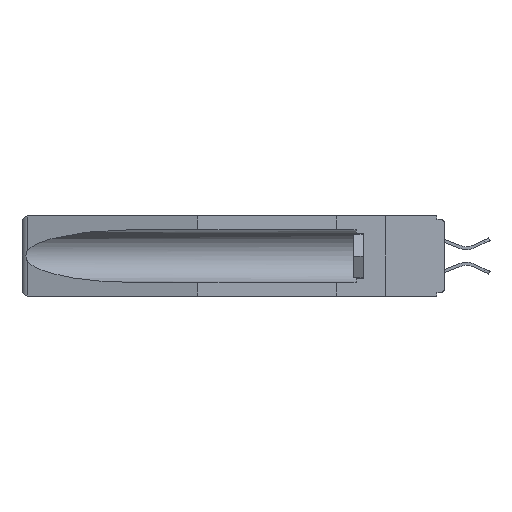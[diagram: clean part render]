
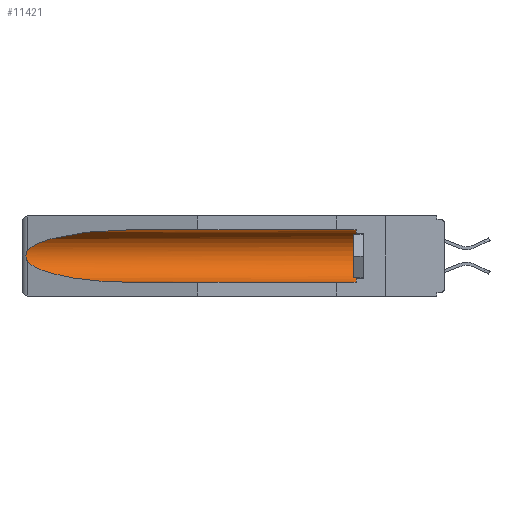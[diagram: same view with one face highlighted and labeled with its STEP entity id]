
A CAD part, left-side view. The second image highlights one B-rep face of the part: STEP entity #11421.
In plain terms, the highlighted cylindrical face has radius 2.857 mm (diameter 5.715 mm), a partial arc.
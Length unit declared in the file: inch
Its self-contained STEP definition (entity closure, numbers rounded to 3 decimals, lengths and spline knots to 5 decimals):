
#128 =( BOUNDED_CURVE ( )  B_SPLINE_CURVE ( 3, ( #13238, #1201, #20421, #24442 ),
 .UNSPECIFIED., .F., .F. ) 
 B_SPLINE_CURVE_WITH_KNOTS ( ( 4, 4 ),
 ( 4.71239, 6.08839 ),
 .UNSPECIFIED. ) 
 CURVE ( )  GEOMETRIC_REPRESENTATION_ITEM ( )  RATIONAL_B_SPLINE_CURVE ( ( 1., 0.848, 0.848, 1. ) ) 
 REPRESENTATION_ITEM ( '' )  );
#145 = DIRECTION ( 'NONE',  ( 0., 0., 1. ) ) ;
#412 = ORIENTED_EDGE ( 'NONE', *, *, #18424, .F. ) ;
#1201 = CARTESIAN_POINT ( 'NONE',  ( 0.21114, 1.30732, -0.059 ) ) ;
#1378 = CARTESIAN_POINT ( 'NONE',  ( 0.155, -0.30754, -0.059 ) ) ;
#2002 = DIRECTION ( 'NONE',  ( 0., -1., 0. ) ) ;
#2191 = ORIENTED_EDGE ( 'NONE', *, *, #9483, .T. ) ;
#3048 = EDGE_CURVE ( 'NONE', #11765, #10239, #20859, .T. ) ;
#3275 = CIRCLE ( 'NONE', #3571, 0.1125 ) ;
#3571 = AXIS2_PLACEMENT_3D ( 'NONE', #14301, #2002, #145 ) ;
#3863 = CARTESIAN_POINT ( 'NONE',  ( 0.155, -0.30754, -0.284 ) ) ;
#3935 = CARTESIAN_POINT ( 'NONE',  ( 0.26537, 1.52718, -0.14972 ) ) ;
#4207 = CARTESIAN_POINT ( 'NONE',  ( 0.26597, 1.52961, -0.15275 ) ) ;
#4294 = VERTEX_POINT ( 'NONE', #25066 ) ;
#4456 = CARTESIAN_POINT ( 'NONE',  ( 0.2673, 1.5327, -0.16383 ) ) ;
#5524 = CARTESIAN_POINT ( 'NONE',  ( 0.26537, 1.52718, -0.19328 ) ) ;
#6050 = DIRECTION ( 'NONE',  ( 0., 1., 0. ) ) ;
#6188 = CARTESIAN_POINT ( 'NONE',  ( 0.155, 1.07973, -0.059 ) ) ;
#6848 = EDGE_LOOP ( 'NONE', ( #10069, #17241, #18110, #412, #8279, #2191 ) ) ;
#8279 = ORIENTED_EDGE ( 'NONE', *, *, #21352, .T. ) ;
#8574 = VERTEX_POINT ( 'NONE', #6188 ) ;
#9274 = CARTESIAN_POINT ( 'NONE',  ( 0.25451, 1.48313, -0.24835 ) ) ;
#9356 = CARTESIAN_POINT ( 'NONE',  ( 0.155, 1.07973, -0.284 ) ) ;
#9483 = EDGE_CURVE ( 'NONE', #14787, #8574, #23660, .T. ) ;
#10069 = ORIENTED_EDGE ( 'NONE', *, *, #15505, .T. ) ;
#10239 = VERTEX_POINT ( 'NONE', #25010 ) ;
#10633 = CARTESIAN_POINT ( 'NONE',  ( 0.26537, 1.52718, -0.19328 ) ) ;
#10722 = B_SPLINE_CURVE_WITH_KNOTS ( 'NONE', 3,
 ( #20398, #4207, #24456, #4456, #18482, #22506, #20491, #20814, #18887, #10633 ),
 .UNSPECIFIED., .F., .F.,
 ( 4, 2, 2, 2, 4 ),
 ( 0., 0.00029, 0.00058, 0.00087, 0.00117 ),
 .UNSPECIFIED. ) ;
#11277 = CARTESIAN_POINT ( 'NONE',  ( 0.21114, 1.30732, -0.284 ) ) ;
#11421 = ADVANCED_FACE ( 'NONE', ( #25816 ), #14502, .F. ) ;
#11765 = VERTEX_POINT ( 'NONE', #5524 ) ;
#12405 = DIRECTION ( 'NONE',  ( 0., 1., 0. ) ) ;
#12998 = VECTOR ( 'NONE', #13491, 39.37008 ) ;
#13238 = CARTESIAN_POINT ( 'NONE',  ( 0.155, 1.07973, -0.059 ) ) ;
#13255 = LINE ( 'NONE', #3863, #14229 ) ;
#13491 = DIRECTION ( 'NONE',  ( 0., 1., 0. ) ) ;
#14229 = VECTOR ( 'NONE', #6050, 39.37008 ) ;
#14301 = CARTESIAN_POINT ( 'NONE',  ( 0.155, 0.126, -0.1715 ) ) ;
#14502 = CYLINDRICAL_SURFACE ( 'NONE', #16314, 0.1125 ) ;
#14787 = VERTEX_POINT ( 'NONE', #23974 ) ;
#15505 = EDGE_CURVE ( 'NONE', #8574, #21766, #128, .T. ) ;
#16246 = DIRECTION ( 'NONE',  ( 0., 0., 1. ) ) ;
#16314 = AXIS2_PLACEMENT_3D ( 'NONE', #18602, #12405, #16246 ) ;
#17241 = ORIENTED_EDGE ( 'NONE', *, *, #24586, .T. ) ;
#18110 = ORIENTED_EDGE ( 'NONE', *, *, #3048, .T. ) ;
#18424 = EDGE_CURVE ( 'NONE', #4294, #10239, #13255, .T. ) ;
#18482 = CARTESIAN_POINT ( 'NONE',  ( 0.2675, 1.53308, -0.16763 ) ) ;
#18602 = CARTESIAN_POINT ( 'NONE',  ( 0.155, -0.30754, -0.1715 ) ) ;
#18887 = CARTESIAN_POINT ( 'NONE',  ( 0.26597, 1.5296, -0.19026 ) ) ;
#20398 = CARTESIAN_POINT ( 'NONE',  ( 0.26537, 1.52718, -0.14972 ) ) ;
#20421 = CARTESIAN_POINT ( 'NONE',  ( 0.25451, 1.48313, -0.09465 ) ) ;
#20491 = CARTESIAN_POINT ( 'NONE',  ( 0.2673, 1.53269, -0.17917 ) ) ;
#20814 = CARTESIAN_POINT ( 'NONE',  ( 0.26655, 1.53094, -0.18657 ) ) ;
#20859 =( BOUNDED_CURVE ( )  B_SPLINE_CURVE ( 3, ( #21270, #9274, #11277, #9356 ),
 .UNSPECIFIED., .F., .F. ) 
 B_SPLINE_CURVE_WITH_KNOTS ( ( 4, 4 ),
 ( 0.1948, 1.5708 ),
 .UNSPECIFIED. ) 
 CURVE ( )  GEOMETRIC_REPRESENTATION_ITEM ( )  RATIONAL_B_SPLINE_CURVE ( ( 1., 0.848, 0.848, 1. ) ) 
 REPRESENTATION_ITEM ( '' )  );
#21270 = CARTESIAN_POINT ( 'NONE',  ( 0.26537, 1.52718, -0.19328 ) ) ;
#21352 = EDGE_CURVE ( 'NONE', #4294, #14787, #3275, .T. ) ;
#21766 = VERTEX_POINT ( 'NONE', #3935 ) ;
#22506 = CARTESIAN_POINT ( 'NONE',  ( 0.2675, 1.53308, -0.17534 ) ) ;
#23660 = LINE ( 'NONE', #1378, #12998 ) ;
#23974 = CARTESIAN_POINT ( 'NONE',  ( 0.155, 0.126, -0.059 ) ) ;
#24442 = CARTESIAN_POINT ( 'NONE',  ( 0.26537, 1.52718, -0.14972 ) ) ;
#24456 = CARTESIAN_POINT ( 'NONE',  ( 0.26654, 1.53092, -0.15636 ) ) ;
#24586 = EDGE_CURVE ( 'NONE', #21766, #11765, #10722, .T. ) ;
#25010 = CARTESIAN_POINT ( 'NONE',  ( 0.155, 1.07973, -0.284 ) ) ;
#25066 = CARTESIAN_POINT ( 'NONE',  ( 0.155, 0.126, -0.284 ) ) ;
#25816 = FACE_OUTER_BOUND ( 'NONE', #6848, .T. ) ;
